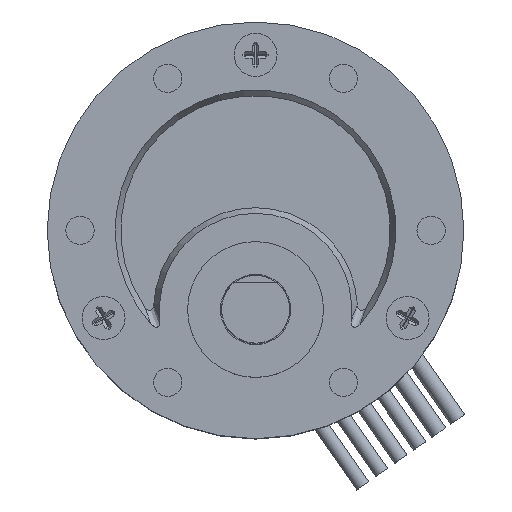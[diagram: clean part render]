
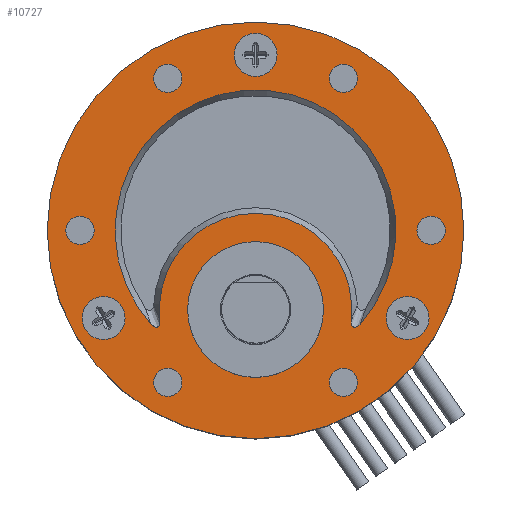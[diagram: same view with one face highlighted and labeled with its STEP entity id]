
A CAD part, top view. The second image highlights one B-rep face of the part: STEP entity #10727.
In plain terms, the highlighted planar face has unit normal (0, 0, 1).
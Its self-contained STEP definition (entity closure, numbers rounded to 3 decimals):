
#138=PLANE('',#11543);
#549=FACE_BOUND('',#1483,.T.);
#550=FACE_BOUND('',#1484,.T.);
#551=FACE_BOUND('',#1485,.T.);
#552=FACE_BOUND('',#1486,.T.);
#553=FACE_BOUND('',#1487,.T.);
#554=FACE_BOUND('',#1488,.T.);
#555=FACE_BOUND('',#1489,.T.);
#556=FACE_BOUND('',#1490,.T.);
#557=FACE_BOUND('',#1491,.T.);
#558=FACE_BOUND('',#1492,.T.);
#559=FACE_BOUND('',#1493,.T.);
#686=B_SPLINE_CURVE_WITH_KNOTS('',3,(#19633,#19634,#19635,#19636,#19637,
#19638,#19639,#19640,#19641,#19642,#19643,#19644,#19645,#19646,#19647,#19648,
#19649,#19650),.UNSPECIFIED.,.F.,.F.,(4,2,2,2,2,2,2,2,4),(-0.133,
-0.109,-0.09,-0.077,-0.067,
-0.056,-0.045,-0.027,0.),
 .UNSPECIFIED.);
#687=B_SPLINE_CURVE_WITH_KNOTS('',3,(#19651,#19652,#19653,#19654,#19655,
#19656,#19657,#19658,#19659,#19660,#19661,#19662,#19663,#19664,#19665,#19666,
#19667,#19668),.UNSPECIFIED.,.F.,.F.,(4,2,2,2,2,2,2,2,4),(-0.133,
-0.106,-0.089,-0.077,-0.067,
-0.056,-0.044,-0.024,0.),
 .UNSPECIFIED.);
#858=FACE_OUTER_BOUND('',#1482,.T.);
#1482=EDGE_LOOP('',(#7366));
#1483=EDGE_LOOP('',(#7367));
#1484=EDGE_LOOP('',(#7368));
#1485=EDGE_LOOP('',(#7369));
#1486=EDGE_LOOP('',(#7370));
#1487=EDGE_LOOP('',(#7371));
#1488=EDGE_LOOP('',(#7372));
#1489=EDGE_LOOP('',(#7373));
#1490=EDGE_LOOP('',(#7374));
#1491=EDGE_LOOP('',(#7375));
#1492=EDGE_LOOP('',(#7376,#7377,#7378,#7379));
#1493=EDGE_LOOP('',(#7380));
#4216=CIRCLE('',#11478,12.4);
#4217=CIRCLE('',#11480,8.5);
#4222=CIRCLE('',#11486,1.9);
#4224=CIRCLE('',#11489,1.9);
#4226=CIRCLE('',#11492,1.9);
#4238=CIRCLE('',#11510,1.25);
#4240=CIRCLE('',#11513,1.25);
#4242=CIRCLE('',#11516,1.25);
#4244=CIRCLE('',#11519,1.25);
#4246=CIRCLE('',#11522,1.25);
#4250=CIRCLE('',#11528,1.25);
#4251=CIRCLE('',#11530,18.4);
#4253=CIRCLE('',#11533,6.);
#4711=VERTEX_POINT('',#19480);
#4712=VERTEX_POINT('',#19485);
#4713=VERTEX_POINT('',#19492);
#4714=VERTEX_POINT('',#19493);
#4720=VERTEX_POINT('',#19513);
#4722=VERTEX_POINT('',#19519);
#4724=VERTEX_POINT('',#19525);
#4736=VERTEX_POINT('',#19561);
#4738=VERTEX_POINT('',#19567);
#4740=VERTEX_POINT('',#19573);
#4742=VERTEX_POINT('',#19579);
#4744=VERTEX_POINT('',#19585);
#4748=VERTEX_POINT('',#19597);
#4749=VERTEX_POINT('',#19601);
#4751=VERTEX_POINT('',#19607);
#5721=EDGE_CURVE('',#4711,#4712,#4216,.T.);
#5723=EDGE_CURVE('',#4713,#4714,#4217,.T.);
#5731=EDGE_CURVE('',#4720,#4720,#4222,.T.);
#5734=EDGE_CURVE('',#4722,#4722,#4224,.T.);
#5737=EDGE_CURVE('',#4724,#4724,#4226,.T.);
#5755=EDGE_CURVE('',#4736,#4736,#4238,.T.);
#5758=EDGE_CURVE('',#4738,#4738,#4240,.T.);
#5761=EDGE_CURVE('',#4740,#4740,#4242,.T.);
#5764=EDGE_CURVE('',#4742,#4742,#4244,.T.);
#5767=EDGE_CURVE('',#4744,#4744,#4246,.T.);
#5773=EDGE_CURVE('',#4748,#4748,#4250,.T.);
#5774=EDGE_CURVE('',#4749,#4749,#4251,.T.);
#5777=EDGE_CURVE('',#4751,#4751,#4253,.T.);
#5790=EDGE_CURVE('',#4711,#4713,#686,.T.);
#5791=EDGE_CURVE('',#4714,#4712,#687,.T.);
#7366=ORIENTED_EDGE('',*,*,#5774,.F.);
#7367=ORIENTED_EDGE('',*,*,#5773,.F.);
#7368=ORIENTED_EDGE('',*,*,#5767,.F.);
#7369=ORIENTED_EDGE('',*,*,#5764,.F.);
#7370=ORIENTED_EDGE('',*,*,#5761,.F.);
#7371=ORIENTED_EDGE('',*,*,#5758,.F.);
#7372=ORIENTED_EDGE('',*,*,#5755,.F.);
#7373=ORIENTED_EDGE('',*,*,#5737,.F.);
#7374=ORIENTED_EDGE('',*,*,#5734,.F.);
#7375=ORIENTED_EDGE('',*,*,#5731,.F.);
#7376=ORIENTED_EDGE('',*,*,#5721,.F.);
#7377=ORIENTED_EDGE('',*,*,#5790,.T.);
#7378=ORIENTED_EDGE('',*,*,#5723,.T.);
#7379=ORIENTED_EDGE('',*,*,#5791,.T.);
#7380=ORIENTED_EDGE('',*,*,#5777,.F.);
#10727=ADVANCED_FACE('',(#858,#549,#550,#551,#552,#553,#554,#555,#556,#557,
#558,#559),#138,.F.);
#11478=AXIS2_PLACEMENT_3D('',#19486,#12579,#12580);
#11480=AXIS2_PLACEMENT_3D('',#19494,#12583,#12584);
#11486=AXIS2_PLACEMENT_3D('',#19515,#12596,#12597);
#11489=AXIS2_PLACEMENT_3D('',#19521,#12603,#12604);
#11492=AXIS2_PLACEMENT_3D('',#19527,#12610,#12611);
#11510=AXIS2_PLACEMENT_3D('',#19563,#12652,#12653);
#11513=AXIS2_PLACEMENT_3D('',#19569,#12659,#12660);
#11516=AXIS2_PLACEMENT_3D('',#19575,#12666,#12667);
#11519=AXIS2_PLACEMENT_3D('',#19581,#12673,#12674);
#11522=AXIS2_PLACEMENT_3D('',#19587,#12680,#12681);
#11528=AXIS2_PLACEMENT_3D('',#19599,#12694,#12695);
#11530=AXIS2_PLACEMENT_3D('',#19602,#12698,#12699);
#11533=AXIS2_PLACEMENT_3D('',#19608,#12705,#12706);
#11543=AXIS2_PLACEMENT_3D('',#19632,#12730,#12731);
#12579=DIRECTION('center_axis',(0.,0.,1.));
#12580=DIRECTION('ref_axis',(1.,0.,0.));
#12583=DIRECTION('center_axis',(0.,0.,1.));
#12584=DIRECTION('ref_axis',(1.,0.,0.));
#12596=DIRECTION('center_axis',(0.,0.,1.));
#12597=DIRECTION('ref_axis',(-0.5,-0.866,0.));
#12603=DIRECTION('center_axis',(0.,0.,1.));
#12604=DIRECTION('ref_axis',(-0.5,0.866,0.));
#12610=DIRECTION('center_axis',(0.,0.,1.));
#12611=DIRECTION('ref_axis',(1.,0.,0.));
#12652=DIRECTION('center_axis',(0.,0.,1.));
#12653=DIRECTION('ref_axis',(0.5,0.866,0.));
#12659=DIRECTION('center_axis',(0.,0.,1.));
#12660=DIRECTION('ref_axis',(-0.5,0.866,0.));
#12666=DIRECTION('center_axis',(0.,0.,1.));
#12667=DIRECTION('ref_axis',(-1.,0.,0.));
#12673=DIRECTION('center_axis',(0.,0.,1.));
#12674=DIRECTION('ref_axis',(-0.5,-0.866,0.));
#12680=DIRECTION('center_axis',(0.,0.,1.));
#12681=DIRECTION('ref_axis',(0.5,-0.866,0.));
#12694=DIRECTION('center_axis',(0.,0.,1.));
#12695=DIRECTION('ref_axis',(1.,0.,0.));
#12698=DIRECTION('center_axis',(0.,0.,-1.));
#12699=DIRECTION('ref_axis',(-1.,0.,0.));
#12705=DIRECTION('center_axis',(0.,0.,1.));
#12706=DIRECTION('ref_axis',(-1.,0.,0.));
#12730=DIRECTION('center_axis',(0.,0.,-1.));
#12731=DIRECTION('ref_axis',(-1.,0.,0.));
#19480=CARTESIAN_POINT('',(29.15,-8.286,19.925));
#19485=CARTESIAN_POINT('',(10.7,-8.286,19.925));
#19486=CARTESIAN_POINT('Origin',(19.925,0.,19.925));
#19492=CARTESIAN_POINT('',(28.373,-7.938,19.925));
#19493=CARTESIAN_POINT('',(11.477,-7.938,19.925));
#19494=CARTESIAN_POINT('Origin',(19.925,-7.,19.925));
#19513=CARTESIAN_POINT('',(31.448,-7.75,19.925));
#19515=CARTESIAN_POINT('Origin',(33.348,-7.75,19.925));
#19519=CARTESIAN_POINT('',(4.602,-7.75,19.925));
#19521=CARTESIAN_POINT('Origin',(6.502,-7.75,19.925));
#19525=CARTESIAN_POINT('',(18.025,15.5,19.925));
#19527=CARTESIAN_POINT('Origin',(19.925,15.5,19.925));
#19561=CARTESIAN_POINT('',(26.425,13.423,19.925));
#19563=CARTESIAN_POINT('Origin',(27.675,13.423,19.925));
#19567=CARTESIAN_POINT('',(10.925,13.423,19.925));
#19569=CARTESIAN_POINT('Origin',(12.175,13.423,19.925));
#19573=CARTESIAN_POINT('',(3.175,0.,19.925));
#19575=CARTESIAN_POINT('Origin',(4.425,0.,
19.925));
#19579=CARTESIAN_POINT('',(10.925,-13.423,19.925));
#19581=CARTESIAN_POINT('Origin',(12.175,-13.423,19.925));
#19585=CARTESIAN_POINT('',(26.425,-13.423,19.925));
#19587=CARTESIAN_POINT('Origin',(27.675,-13.423,19.925));
#19597=CARTESIAN_POINT('',(34.175,0.,19.925));
#19599=CARTESIAN_POINT('Origin',(35.425,0.,
19.925));
#19601=CARTESIAN_POINT('',(1.525,0.,19.925));
#19602=CARTESIAN_POINT('Origin',(19.925,0.,19.925));
#19607=CARTESIAN_POINT('',(25.925,-7.,19.925));
#19608=CARTESIAN_POINT('Origin',(19.925,-7.,19.925));
#19632=CARTESIAN_POINT('Origin',(19.925,0.,19.925));
#19633=CARTESIAN_POINT('Ctrl Pts',(29.15,-8.286,19.925));
#19634=CARTESIAN_POINT('Ctrl Pts',(29.097,-8.345,19.925));
#19635=CARTESIAN_POINT('Ctrl Pts',(29.036,-8.401,19.925));
#19636=CARTESIAN_POINT('Ctrl Pts',(28.918,-8.483,19.925));
#19637=CARTESIAN_POINT('Ctrl Pts',(28.86,-8.514,19.925));
#19638=CARTESIAN_POINT('Ctrl Pts',(28.758,-8.546,19.925));
#19639=CARTESIAN_POINT('Ctrl Pts',(28.716,-8.553,19.925));
#19640=CARTESIAN_POINT('Ctrl Pts',(28.639,-8.55,19.925));
#19641=CARTESIAN_POINT('Ctrl Pts',(28.606,-8.543,19.925));
#19642=CARTESIAN_POINT('Ctrl Pts',(28.543,-8.517,19.925));
#19643=CARTESIAN_POINT('Ctrl Pts',(28.515,-8.498,19.925));
#19644=CARTESIAN_POINT('Ctrl Pts',(28.463,-8.446,19.925));
#19645=CARTESIAN_POINT('Ctrl Pts',(28.441,-8.414,19.925));
#19646=CARTESIAN_POINT('Ctrl Pts',(28.399,-8.327,19.925));
#19647=CARTESIAN_POINT('Ctrl Pts',(28.384,-8.27,19.925));
#19648=CARTESIAN_POINT('Ctrl Pts',(28.361,-8.124,19.925));
#19649=CARTESIAN_POINT('Ctrl Pts',(28.363,-8.028,19.925));
#19650=CARTESIAN_POINT('Ctrl Pts',(28.373,-7.938,19.925));
#19651=CARTESIAN_POINT('Ctrl Pts',(11.477,-7.938,19.925));
#19652=CARTESIAN_POINT('Ctrl Pts',(11.487,-8.027,19.925));
#19653=CARTESIAN_POINT('Ctrl Pts',(11.489,-8.122,19.925));
#19654=CARTESIAN_POINT('Ctrl Pts',(11.467,-8.268,19.925));
#19655=CARTESIAN_POINT('Ctrl Pts',(11.452,-8.325,19.925));
#19656=CARTESIAN_POINT('Ctrl Pts',(11.41,-8.412,19.925));
#19657=CARTESIAN_POINT('Ctrl Pts',(11.388,-8.445,19.925));
#19658=CARTESIAN_POINT('Ctrl Pts',(11.336,-8.497,19.925));
#19659=CARTESIAN_POINT('Ctrl Pts',(11.309,-8.516,19.925));
#19660=CARTESIAN_POINT('Ctrl Pts',(11.246,-8.543,19.925));
#19661=CARTESIAN_POINT('Ctrl Pts',(11.212,-8.55,19.925));
#19662=CARTESIAN_POINT('Ctrl Pts',(11.136,-8.553,19.925));
#19663=CARTESIAN_POINT('Ctrl Pts',(11.094,-8.546,19.925));
#19664=CARTESIAN_POINT('Ctrl Pts',(10.993,-8.515,19.925));
#19665=CARTESIAN_POINT('Ctrl Pts',(10.935,-8.485,19.925));
#19666=CARTESIAN_POINT('Ctrl Pts',(10.816,-8.403,19.925));
#19667=CARTESIAN_POINT('Ctrl Pts',(10.754,-8.346,19.925));
#19668=CARTESIAN_POINT('Ctrl Pts',(10.7,-8.286,19.925));
